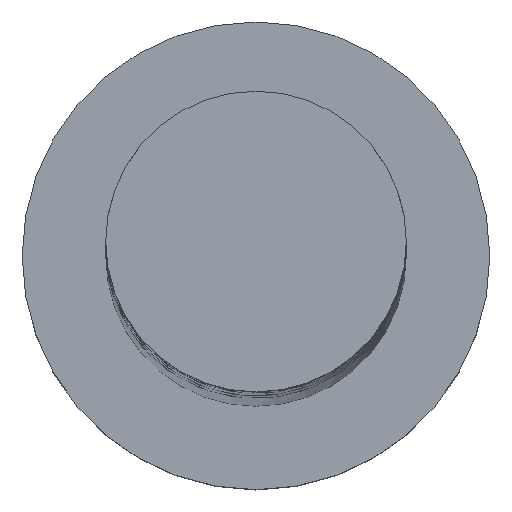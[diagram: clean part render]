
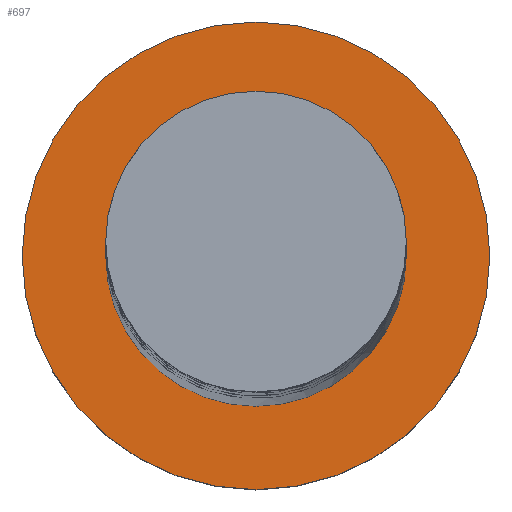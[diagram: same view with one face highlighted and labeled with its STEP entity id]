
A CAD part, top view. The second image highlights one B-rep face of the part: STEP entity #697.
In plain terms, the highlighted planar face has unit normal (0, 0, 1).
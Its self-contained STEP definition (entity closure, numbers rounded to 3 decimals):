
#12 = AXIS2_PLACEMENT_3D ( 'NONE', #1207, #518, #233 ) ;
#20 = CARTESIAN_POINT ( 'NONE',  ( 0., 0., 5. ) ) ;
#74 = AXIS2_PLACEMENT_3D ( 'NONE', #79, #639, #1029 ) ;
#79 = CARTESIAN_POINT ( 'NONE',  ( 0., 0., 5. ) ) ;
#97 = DIRECTION ( 'NONE',  ( 1., 0., 0. ) ) ;
#158 = AXIS2_PLACEMENT_3D ( 'NONE', #922, #1482, #97 ) ;
#159 = DIRECTION ( 'NONE',  ( 1., 0., 0. ) ) ;
#233 = DIRECTION ( 'NONE',  ( 1., 0., 0. ) ) ;
#267 = CIRCLE ( 'NONE', #892, 4.5 ) ;
#357 = CARTESIAN_POINT ( 'NONE',  ( -7., 0., 5. ) ) ;
#388 = EDGE_CURVE ( 'NONE', #763, #1812, #1727, .T. ) ;
#419 = EDGE_CURVE ( 'NONE', #1812, #763, #1472, .T. ) ;
#469 = PLANE ( 'NONE',  #74 ) ;
#518 = DIRECTION ( 'NONE',  ( 0., 0., 1. ) ) ;
#541 = CIRCLE ( 'NONE', #1384, 4.5 ) ;
#555 = EDGE_LOOP ( 'NONE', ( #1477, #943 ) ) ;
#639 = DIRECTION ( 'NONE',  ( 0., 0., 1. ) ) ;
#697 = ADVANCED_FACE ( 'NONE', ( #1329, #1165 ), #469, .T. ) ;
#760 = CARTESIAN_POINT ( 'NONE',  ( 0., 0., 5. ) ) ;
#763 = VERTEX_POINT ( 'NONE', #357 ) ;
#873 = DIRECTION ( 'NONE',  ( 1., 0., 0. ) ) ;
#892 = AXIS2_PLACEMENT_3D ( 'NONE', #20, #1279, #873 ) ;
#922 = CARTESIAN_POINT ( 'NONE',  ( 0., 0., 5. ) ) ;
#943 = ORIENTED_EDGE ( 'NONE', *, *, #1382, .F. ) ;
#1029 = DIRECTION ( 'NONE',  ( 1., 0., 0. ) ) ;
#1059 = ORIENTED_EDGE ( 'NONE', *, *, #388, .T. ) ;
#1118 = VERTEX_POINT ( 'NONE', #1164 ) ;
#1164 = CARTESIAN_POINT ( 'NONE',  ( 4.5, 0., 5. ) ) ;
#1165 = FACE_OUTER_BOUND ( 'NONE', #1554, .T. ) ;
#1207 = CARTESIAN_POINT ( 'NONE',  ( 0., 0., 5. ) ) ;
#1279 = DIRECTION ( 'NONE',  ( 0., 0., 1. ) ) ;
#1329 = FACE_BOUND ( 'NONE', #555, .T. ) ;
#1382 = EDGE_CURVE ( 'NONE', #1118, #1704, #267, .T. ) ;
#1384 = AXIS2_PLACEMENT_3D ( 'NONE', #760, #1735, #159 ) ;
#1472 = CIRCLE ( 'NONE', #12, 7. ) ;
#1477 = ORIENTED_EDGE ( 'NONE', *, *, #1542, .F. ) ;
#1482 = DIRECTION ( 'NONE',  ( 0., 0., 1. ) ) ;
#1491 = ORIENTED_EDGE ( 'NONE', *, *, #419, .T. ) ;
#1542 = EDGE_CURVE ( 'NONE', #1704, #1118, #541, .T. ) ;
#1543 = CARTESIAN_POINT ( 'NONE',  ( -4.5, 0., 5. ) ) ;
#1554 = EDGE_LOOP ( 'NONE', ( #1059, #1491 ) ) ;
#1635 = CARTESIAN_POINT ( 'NONE',  ( 7., 0., 5. ) ) ;
#1704 = VERTEX_POINT ( 'NONE', #1543 ) ;
#1727 = CIRCLE ( 'NONE', #158, 7. ) ;
#1735 = DIRECTION ( 'NONE',  ( 0., 0., 1. ) ) ;
#1812 = VERTEX_POINT ( 'NONE', #1635 ) ;
